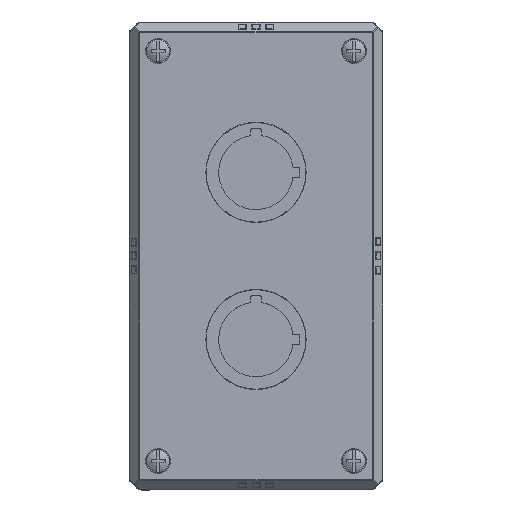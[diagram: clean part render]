
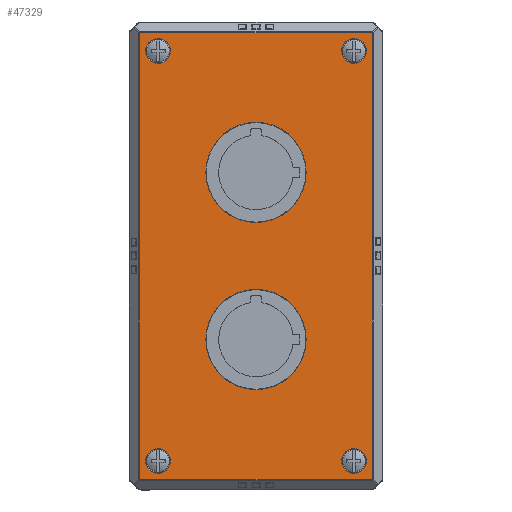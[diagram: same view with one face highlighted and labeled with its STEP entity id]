
A CAD part, top view. The second image highlights one B-rep face of the part: STEP entity #47329.
In plain terms, the highlighted face is planar.
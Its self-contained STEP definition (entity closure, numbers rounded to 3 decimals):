
#2385=FACE_BOUND('',#8839,.T.);
#2386=FACE_BOUND('',#8840,.T.);
#2387=FACE_BOUND('',#8841,.T.);
#2388=FACE_BOUND('',#8842,.T.);
#2389=FACE_BOUND('',#8843,.T.);
#2390=FACE_BOUND('',#8844,.T.);
#3268=PLANE('',#51081);
#5842=FACE_OUTER_BOUND('',#8838,.T.);
#8838=EDGE_LOOP('',(#42262,#42263,#42264,#42265));
#8839=EDGE_LOOP('',(#42266));
#8840=EDGE_LOOP('',(#42267));
#8841=EDGE_LOOP('',(#42268));
#8842=EDGE_LOOP('',(#42269));
#8843=EDGE_LOOP('',(#42270));
#8844=EDGE_LOOP('',(#42271));
#10593=CIRCLE('',#51049,15.);
#10606=CIRCLE('',#51064,15.);
#10617=CIRCLE('',#51077,3.7);
#10621=CIRCLE('',#51082,3.7);
#10622=CIRCLE('',#51083,3.7);
#10623=CIRCLE('',#51084,3.7);
#14071=LINE('',#93518,#17619);
#14072=LINE('',#93520,#17620);
#14073=LINE('',#93522,#17621);
#14074=LINE('',#93523,#17622);
#17619=VECTOR('',#61450,10.);
#17620=VECTOR('',#61451,10.);
#17621=VECTOR('',#61452,10.);
#17622=VECTOR('',#61453,10.);
#23087=VERTEX_POINT('',#93432);
#23105=VERTEX_POINT('',#93471);
#23122=VERTEX_POINT('',#93508);
#23125=VERTEX_POINT('',#93516);
#23126=VERTEX_POINT('',#93517);
#23127=VERTEX_POINT('',#93519);
#23128=VERTEX_POINT('',#93521);
#23129=VERTEX_POINT('',#93524);
#23130=VERTEX_POINT('',#93526);
#23131=VERTEX_POINT('',#93528);
#29558=EDGE_CURVE('',#23087,#23087,#10593,.T.);
#29577=EDGE_CURVE('',#23105,#23105,#10606,.T.);
#29594=EDGE_CURVE('',#23122,#23122,#10617,.T.);
#29598=EDGE_CURVE('',#23125,#23126,#14071,.T.);
#29599=EDGE_CURVE('',#23127,#23125,#14072,.T.);
#29600=EDGE_CURVE('',#23128,#23127,#14073,.T.);
#29601=EDGE_CURVE('',#23126,#23128,#14074,.T.);
#29602=EDGE_CURVE('',#23129,#23129,#10621,.T.);
#29603=EDGE_CURVE('',#23130,#23130,#10622,.T.);
#29604=EDGE_CURVE('',#23131,#23131,#10623,.T.);
#42262=ORIENTED_EDGE('',*,*,#29598,.F.);
#42263=ORIENTED_EDGE('',*,*,#29599,.F.);
#42264=ORIENTED_EDGE('',*,*,#29600,.F.);
#42265=ORIENTED_EDGE('',*,*,#29601,.F.);
#42266=ORIENTED_EDGE('',*,*,#29602,.F.);
#42267=ORIENTED_EDGE('',*,*,#29603,.F.);
#42268=ORIENTED_EDGE('',*,*,#29577,.T.);
#42269=ORIENTED_EDGE('',*,*,#29558,.T.);
#42270=ORIENTED_EDGE('',*,*,#29604,.F.);
#42271=ORIENTED_EDGE('',*,*,#29594,.F.);
#47329=ADVANCED_FACE('',(#5842,#2385,#2386,#2387,#2388,#2389,#2390),#3268,
 .T.);
#51049=AXIS2_PLACEMENT_3D('',#93434,#61372,#61373);
#51064=AXIS2_PLACEMENT_3D('',#93473,#61408,#61409);
#51077=AXIS2_PLACEMENT_3D('',#93509,#61440,#61441);
#51081=AXIS2_PLACEMENT_3D('',#93515,#61448,#61449);
#51082=AXIS2_PLACEMENT_3D('',#93525,#61454,#61455);
#51083=AXIS2_PLACEMENT_3D('',#93527,#61456,#61457);
#51084=AXIS2_PLACEMENT_3D('',#93529,#61458,#61459);
#61372=DIRECTION('center_axis',(0.,-1.,0.));
#61373=DIRECTION('ref_axis',(1.,0.,0.));
#61408=DIRECTION('center_axis',(0.,-1.,0.));
#61409=DIRECTION('ref_axis',(1.,0.,0.));
#61440=DIRECTION('center_axis',(0.,1.,0.));
#61441=DIRECTION('ref_axis',(-1.,0.,0.));
#61448=DIRECTION('center_axis',(0.,1.,0.));
#61449=DIRECTION('ref_axis',(0.,0.,1.));
#61450=DIRECTION('',(0.,0.,1.));
#61451=DIRECTION('',(1.,0.,0.));
#61452=DIRECTION('',(0.,0.,-1.));
#61453=DIRECTION('',(-1.,0.,0.));
#61454=DIRECTION('center_axis',(0.,1.,0.));
#61455=DIRECTION('ref_axis',(-1.,0.,0.));
#61456=DIRECTION('center_axis',(0.,1.,0.));
#61457=DIRECTION('ref_axis',(-1.,0.,0.));
#61458=DIRECTION('center_axis',(0.,1.,0.));
#61459=DIRECTION('ref_axis',(-1.,0.,0.));
#93432=CARTESIAN_POINT('',(0.,22.,-10.));
#93434=CARTESIAN_POINT('Origin',(0.,22.,-25.));
#93471=CARTESIAN_POINT('',(0.,22.,40.));
#93473=CARTESIAN_POINT('Origin',(0.,22.,25.));
#93508=CARTESIAN_POINT('',(29.3,22.,65.05));
#93509=CARTESIAN_POINT('Origin',(29.3,22.,61.35));
#93515=CARTESIAN_POINT('Origin',(0.,22.,0.));
#93516=CARTESIAN_POINT('',(34.793,22.,-66.793));
#93517=CARTESIAN_POINT('',(34.793,22.,66.793));
#93518=CARTESIAN_POINT('',(34.793,22.,16.75));
#93519=CARTESIAN_POINT('',(-34.793,22.,-66.793));
#93520=CARTESIAN_POINT('',(8.75,22.,-66.793));
#93521=CARTESIAN_POINT('',(-34.793,22.,66.793));
#93522=CARTESIAN_POINT('',(-34.793,22.,-16.75));
#93523=CARTESIAN_POINT('',(-8.75,22.,66.793));
#93524=CARTESIAN_POINT('',(29.3,22.,-57.65));
#93525=CARTESIAN_POINT('Origin',(29.3,22.,-61.35));
#93526=CARTESIAN_POINT('',(-29.3,22.,65.05));
#93527=CARTESIAN_POINT('Origin',(-29.3,22.,61.35));
#93528=CARTESIAN_POINT('',(-29.3,22.,-57.65));
#93529=CARTESIAN_POINT('Origin',(-29.3,22.,-61.35));
